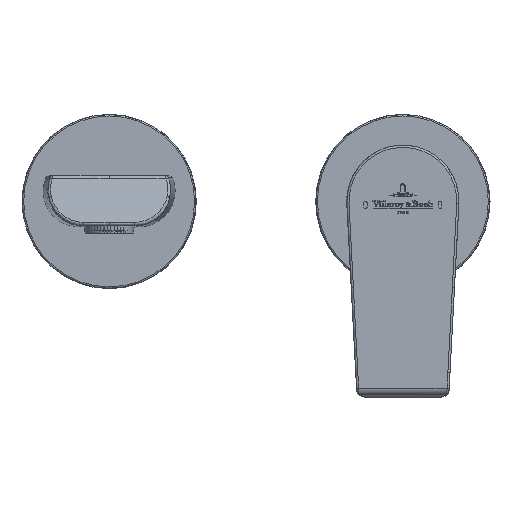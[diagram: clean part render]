
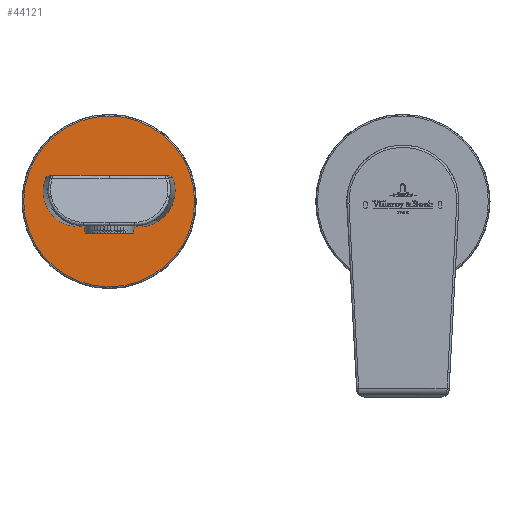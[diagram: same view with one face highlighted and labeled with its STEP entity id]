
A CAD part, top view. The second image highlights one B-rep face of the part: STEP entity #44121.
In plain terms, the highlighted planar face has unit normal (0, 0, 1).
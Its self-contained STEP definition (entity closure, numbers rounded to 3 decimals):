
#26933=DIRECTION('',(-1.,0.001,0.));
#26934=VECTOR('',#26933,22.782);
#26935=CARTESIAN_POINT('',(-109.993,9.47,77.));
#26936=LINE('',#26935,#26934);
#26937=CARTESIAN_POINT('',(-132.775,9.487,
77.));
#26938=CARTESIAN_POINT('',(-132.856,9.487,
77.));
#26939=CARTESIAN_POINT('',(-133.012,9.468,77.));
#26940=CARTESIAN_POINT('',(-133.233,9.387,77.));
#26941=CARTESIAN_POINT('',(-133.435,9.252,77.));
#26942=CARTESIAN_POINT('',(-133.598,9.072,77.));
#26943=CARTESIAN_POINT('',(-133.673,8.936,
77.));
#26944=CARTESIAN_POINT('',(-133.702,8.862,
77.));
#26946=CARTESIAN_POINT('',(-133.702,8.862,
77.));
#26947=CARTESIAN_POINT('',(-134.2,7.632,
77.));
#26948=CARTESIAN_POINT('',(-134.826,5.021,
77.));
#26949=CARTESIAN_POINT('',(-134.654,2.342,
77.));
#26950=CARTESIAN_POINT('',(-134.373,1.045,77.));
#26952=CARTESIAN_POINT('',(-134.373,1.045,77.));
#26953=CARTESIAN_POINT('',(-134.369,1.027,77.));
#26954=CARTESIAN_POINT('',(-134.365,1.01,77.));
#26955=CARTESIAN_POINT('',(-134.361,0.992,77.));
#26957=CARTESIAN_POINT('',(-134.361,0.992,77.));
#26958=CARTESIAN_POINT('',(-134.037,-0.475,
77.));
#26959=CARTESIAN_POINT('',(-132.887,-3.299,
77.));
#26960=CARTESIAN_POINT('',(-129.854,-6.723,
77.));
#26961=CARTESIAN_POINT('',(-125.858,-8.949,
77.));
#26962=CARTESIAN_POINT('',(-122.853,-9.465,77.));
#26963=CARTESIAN_POINT('',(-121.35,-9.466,77.));
#26965=CARTESIAN_POINT('',(-121.35,-9.466,77.));
#26966=CARTESIAN_POINT('',(-117.569,-9.469,77.));
#26967=CARTESIAN_POINT('',(-113.788,-9.472,77.));
#26968=CARTESIAN_POINT('',(-110.007,-9.475,77.));
#26970=CARTESIAN_POINT('',(-110.007,-9.475,77.));
#26971=CARTESIAN_POINT('',(-106.226,-9.477,77.));
#26972=CARTESIAN_POINT('',(-102.446,-9.48,77.));
#26973=CARTESIAN_POINT('',(-98.665,-9.483,77.));
#26975=CARTESIAN_POINT('',(-98.665,-9.483,77.));
#26976=CARTESIAN_POINT('',(-97.162,-9.484,77.));
#26977=CARTESIAN_POINT('',(-94.156,-8.973,
77.));
#26978=CARTESIAN_POINT('',(-90.157,-6.753,
77.));
#26979=CARTESIAN_POINT('',(-87.118,-3.334,
77.));
#26980=CARTESIAN_POINT('',(-85.964,-0.512,
77.));
#26981=CARTESIAN_POINT('',(-85.637,0.956,77.));
#26983=CARTESIAN_POINT('',(-85.637,0.956,77.));
#26984=CARTESIAN_POINT('',(-85.633,0.973,77.));
#26985=CARTESIAN_POINT('',(-85.63,0.99,77.));
#26986=CARTESIAN_POINT('',(-85.626,1.008,77.));
#26988=CARTESIAN_POINT('',(-85.626,1.008,77.));
#26989=CARTESIAN_POINT('',(-85.343,2.305,
77.));
#26990=CARTESIAN_POINT('',(-85.167,4.983,
77.));
#26991=CARTESIAN_POINT('',(-85.788,7.595,
77.));
#26992=CARTESIAN_POINT('',(-86.284,8.826,
77.));
#26994=CARTESIAN_POINT('',(-86.284,8.826,
77.));
#26995=CARTESIAN_POINT('',(-86.314,8.9,
77.));
#26996=CARTESIAN_POINT('',(-86.388,9.036,77.));
#26997=CARTESIAN_POINT('',(-86.551,9.217,77.));
#26998=CARTESIAN_POINT('',(-86.752,9.352,77.));
#26999=CARTESIAN_POINT('',(-86.973,9.433,77.));
#27000=CARTESIAN_POINT('',(-87.13,9.453,
77.));
#27001=CARTESIAN_POINT('',(-87.211,9.453,
77.));
#27003=DIRECTION('',(-1.,0.001,0.));
#27004=VECTOR('',#27003,22.782);
#27005=CARTESIAN_POINT('',(-87.211,9.453,
77.));
#27006=LINE('',#27005,#27004);
#27007=CARTESIAN_POINT('',(-110.,0.,77.));
#27008=DIRECTION('',(0.,0.,1.));
#27009=DIRECTION('',(0.,-1.,0.));
#27010=AXIS2_PLACEMENT_3D('',#27007,#27008,#27009);
#27017=CARTESIAN_POINT('',(-110.,0.,77.));
#27018=DIRECTION('',(0.,0.,1.));
#27019=DIRECTION('',(0.,1.,0.));
#27020=AXIS2_PLACEMENT_3D('',#27017,#27018,#27019);
#40638=CARTESIAN_POINT('',(-110.,-32.009,77.));
#40639=CARTESIAN_POINT('',(-110.,32.009,77.));
#40640=VERTEX_POINT('',#40638);
#40641=VERTEX_POINT('',#40639);
#40642=CARTESIAN_POINT('',(-109.993,9.47,77.));
#40643=CARTESIAN_POINT('',(-132.775,9.487,
77.));
#40644=VERTEX_POINT('',#40642);
#40645=VERTEX_POINT('',#40643);
#40646=VERTEX_POINT('',#26965);
#40647=VERTEX_POINT('',#26968);
#40648=VERTEX_POINT('',#26946);
#40649=VERTEX_POINT('',#26950);
#40650=VERTEX_POINT('',#26955);
#40651=CARTESIAN_POINT('',(-87.211,9.453,
77.));
#40652=VERTEX_POINT('',#40651);
#40653=VERTEX_POINT('',#26988);
#40654=VERTEX_POINT('',#26992);
#40655=VERTEX_POINT('',#26983);
#40656=VERTEX_POINT('',#26975);
#44088=CARTESIAN_POINT('',(-110.,0.,77.));
#44089=DIRECTION('',(0.,0.,-1.));
#44090=DIRECTION('',(0.,1.,0.));
#44091=AXIS2_PLACEMENT_3D('',#44088,#44089,#44090);
#44092=PLANE('',#44091);
#44094=ORIENTED_EDGE('',*,*,#44093,.F.);
#44096=ORIENTED_EDGE('',*,*,#44095,.F.);
#44097=EDGE_LOOP('',(#44094,#44096));
#44098=FACE_OUTER_BOUND('',#44097,.F.);
#44100=ORIENTED_EDGE('',*,*,#44099,.T.);
#44102=ORIENTED_EDGE('',*,*,#44101,.T.);
#44104=ORIENTED_EDGE('',*,*,#44103,.T.);
#44106=ORIENTED_EDGE('',*,*,#44105,.T.);
#44107=ORIENTED_EDGE('',*,*,#44009,.T.);
#44108=ORIENTED_EDGE('',*,*,#43955,.T.);
#44109=ORIENTED_EDGE('',*,*,#43849,.T.);
#44110=ORIENTED_EDGE('',*,*,#43743,.T.);
#44112=ORIENTED_EDGE('',*,*,#44111,.T.);
#44114=ORIENTED_EDGE('',*,*,#44113,.T.);
#44116=ORIENTED_EDGE('',*,*,#44115,.T.);
#44118=ORIENTED_EDGE('',*,*,#44117,.T.);
#44119=EDGE_LOOP('',(#44100,#44102,#44104,#44106,#44107,#44108,#44109,#44110,
#44112,#44114,#44116,#44118));
#44120=FACE_BOUND('',#44119,.F.);
#26945=B_SPLINE_CURVE_WITH_KNOTS('',3,(#26937,#26938,#26939,#26940,#26941,
#26942,#26943,#26944),.UNSPECIFIED.,.F.,.F.,(4,1,1,1,1,4),(0.,0.2,0.4,
0.6,0.8,1.),.UNSPECIFIED.);
#26951=B_SPLINE_CURVE_WITH_KNOTS('',3,(#26946,#26947,#26948,#26949,#26950),
.UNSPECIFIED.,.F.,.F.,(4,1,4),(0.,0.5,1.),.UNSPECIFIED.);
#26956=B_SPLINE_CURVE_WITH_KNOTS('',3,(#26952,#26953,#26954,#26955),
.UNSPECIFIED.,.F.,.F.,(4,4),(0.,1.),.UNSPECIFIED.);
#26964=B_SPLINE_CURVE_WITH_KNOTS('',3,(#26957,#26958,#26959,#26960,#26961,
#26962,#26963),.UNSPECIFIED.,.F.,.F.,(4,1,1,1,4),(0.,0.25,0.5,0.75,
1.),.UNSPECIFIED.);
#26969=B_SPLINE_CURVE_WITH_KNOTS('',3,(#26965,#26966,#26967,#26968),
.UNSPECIFIED.,.F.,.F.,(4,4),(0.,1.),.UNSPECIFIED.);
#26974=B_SPLINE_CURVE_WITH_KNOTS('',3,(#26970,#26971,#26972,#26973),
.UNSPECIFIED.,.F.,.F.,(4,4),(0.,1.),.UNSPECIFIED.);
#26982=B_SPLINE_CURVE_WITH_KNOTS('',3,(#26975,#26976,#26977,#26978,#26979,
#26980,#26981),.UNSPECIFIED.,.F.,.F.,(4,1,1,1,4),(0.,0.25,0.5,0.75,
1.),.UNSPECIFIED.);
#26987=B_SPLINE_CURVE_WITH_KNOTS('',3,(#26983,#26984,#26985,#26986),
.UNSPECIFIED.,.F.,.F.,(4,4),(0.,1.),.UNSPECIFIED.);
#26993=B_SPLINE_CURVE_WITH_KNOTS('',3,(#26988,#26989,#26990,#26991,#26992),
.UNSPECIFIED.,.F.,.F.,(4,1,4),(0.,0.5,1.),.UNSPECIFIED.);
#27002=B_SPLINE_CURVE_WITH_KNOTS('',3,(#26994,#26995,#26996,#26997,#26998,
#26999,#27000,#27001),.UNSPECIFIED.,.F.,.F.,(4,1,1,1,1,4),(0.,0.2,0.4,
0.6,0.8,1.),.UNSPECIFIED.);
#27011=CIRCLE('',#27010,32.009);
#27021=CIRCLE('',#27020,32.009);
#43743=EDGE_CURVE('',#40656,#40655,#26982,.T.);
#43849=EDGE_CURVE('',#40647,#40656,#26974,.T.);
#43955=EDGE_CURVE('',#40646,#40647,#26969,.T.);
#44009=EDGE_CURVE('',#40650,#40646,#26964,.T.);
#44093=EDGE_CURVE('',#40640,#40641,#27011,.T.);
#44095=EDGE_CURVE('',#40641,#40640,#27021,.T.);
#44099=EDGE_CURVE('',#40644,#40645,#26936,.T.);
#44101=EDGE_CURVE('',#40645,#40648,#26945,.T.);
#44103=EDGE_CURVE('',#40648,#40649,#26951,.T.);
#44105=EDGE_CURVE('',#40649,#40650,#26956,.T.);
#44111=EDGE_CURVE('',#40655,#40653,#26987,.T.);
#44113=EDGE_CURVE('',#40653,#40654,#26993,.T.);
#44115=EDGE_CURVE('',#40654,#40652,#27002,.T.);
#44117=EDGE_CURVE('',#40652,#40644,#27006,.T.);
#44121=ADVANCED_FACE('',(#44098,#44120),#44092,.F.);
